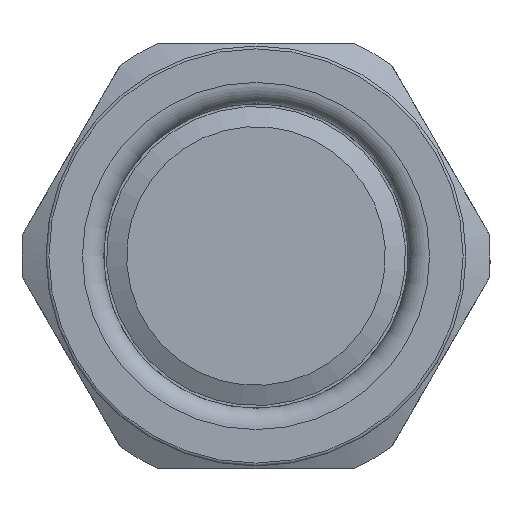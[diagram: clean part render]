
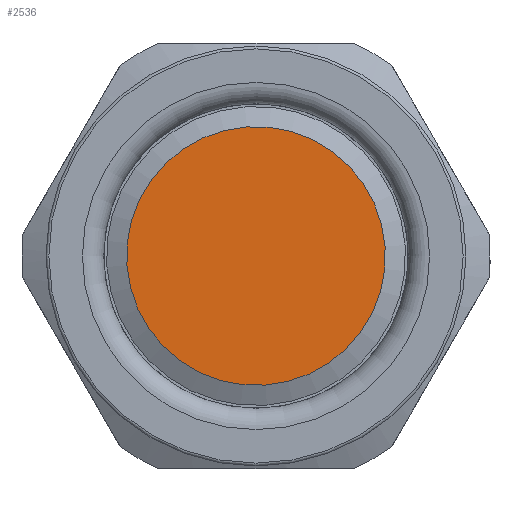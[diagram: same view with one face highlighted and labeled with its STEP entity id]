
A CAD part, left-side view. The second image highlights one B-rep face of the part: STEP entity #2536.
In plain terms, the highlighted face is planar.
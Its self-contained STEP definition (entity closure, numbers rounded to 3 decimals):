
#377=PLANE('',#2983);
#709=FACE_OUTER_BOUND('',#1001,.T.);
#1001=EDGE_LOOP('',(#2316));
#1174=CIRCLE('',#2982,9.12);
#1403=VERTEX_POINT('',#11057);
#1706=EDGE_CURVE('',#1403,#1403,#1174,.T.);
#2316=ORIENTED_EDGE('',*,*,#1706,.T.);
#2536=ADVANCED_FACE('',(#709),#377,.T.);
#2982=AXIS2_PLACEMENT_3D('',#11058,#3750,#3751);
#2983=AXIS2_PLACEMENT_3D('',#11059,#3752,#3753);
#3750=DIRECTION('center_axis',(1.,0.,0.));
#3751=DIRECTION('ref_axis',(0.,0.,-1.));
#3752=DIRECTION('center_axis',(1.,0.,0.));
#3753=DIRECTION('ref_axis',(0.,0.,-1.));
#11057=CARTESIAN_POINT('',(0.65,9.12,0.));
#11058=CARTESIAN_POINT('Origin',(0.65,0.,0.));
#11059=CARTESIAN_POINT('Origin',(0.65,0.,0.));
